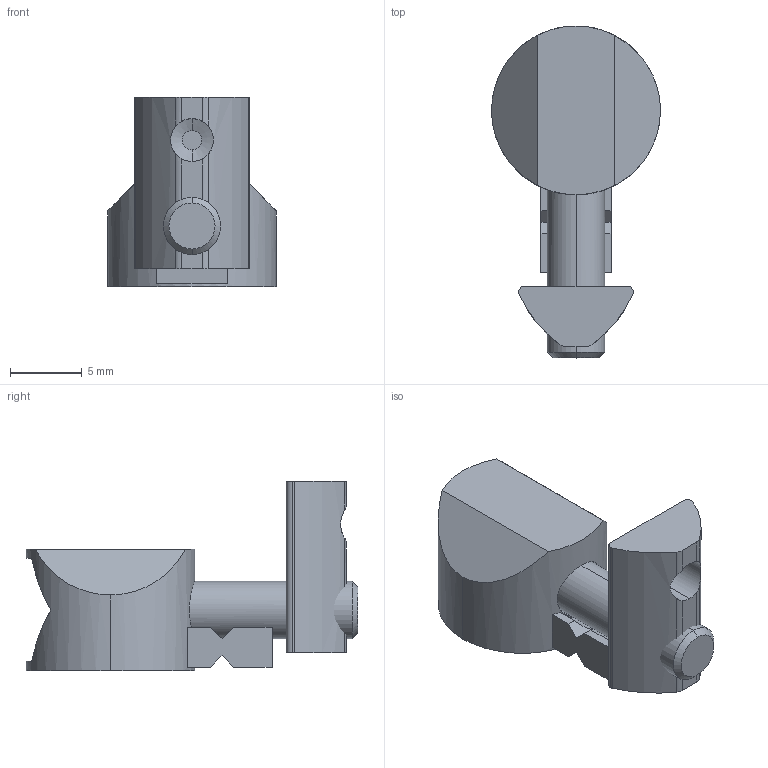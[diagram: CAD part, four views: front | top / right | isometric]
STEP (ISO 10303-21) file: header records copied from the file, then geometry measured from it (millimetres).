
FILE_DESCRIPTION(('FreeCAD Model'),'2;1');
FILE_NAME('Open CASCADE Shape Model','2024-03-18T14:41:35',(''),(''), 'Open CASCADE STEP processor 7.6','FreeCAD','Unknown');
FILE_SCHEMA(('AUTOMOTIVE_DESIGN { 1 0 10303 214 1 1 1 1 }'));
Length unit declared in the file: millimetre
Products named in the file (4): STI5-FU20; SOLID; SOLID001; SOLID002
Assembly tree (3 placements, depth 2):
  STI5-FU20
    SOLID
    SOLID001
    SOLID002
Bounding box: 11.8 x 23.2 x 13.25 mm (x, y, z)
Volume: 1119 mm3; surface area: 1512.5 mm2
Topology: 3 solids, 3 shells, 84 faces, 218 edges, 141 vertices
Faces by surface type: plane 48, cylinder 26, cone 6, bspline 4
Entity records: 7649 total; most frequent: CARTESIAN_POINT 3397, DIRECTION 751, ORIENTED_EDGE 432, PCURVE 432, DEFINITIONAL_REPRESENTATION 432, LINE 416, VECTOR 416, EDGE_CURVE 216
